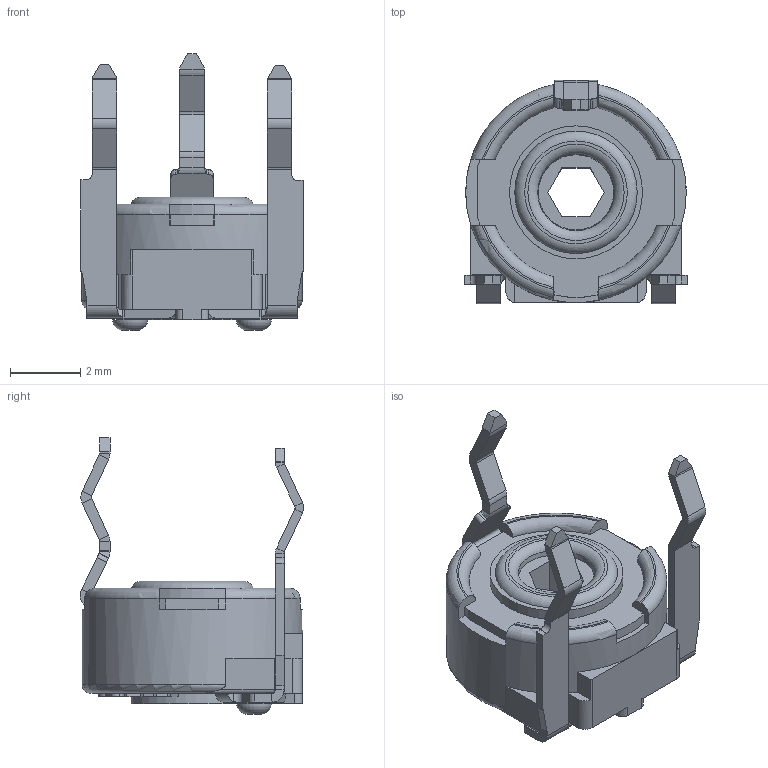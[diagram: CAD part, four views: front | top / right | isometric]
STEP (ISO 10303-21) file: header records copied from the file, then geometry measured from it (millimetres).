
FILE_DESCRIPTION (( 'STEP AP203' ), '1' );
FILE_NAME ('PT6MV.STEP', '2018-08-27T08:43:05', ( '' ), ( '' ), 'SwSTEP 2.0', 'SolidWorks 2016', '' );
FILE_SCHEMA (( 'CONFIG_CONTROL_DESIGN' ));
Length unit declared in the file: millimetre
Products named in the file (6): PT6MV-CARCASA_Predeterminada; PT6MV-COLECTOR_Predeterminada; PT6MV-PORTACURSOR_Predeterminada; PT6MV-TERMINAL IZQUIERDO_Predeterminada; PT6MV-TERMINAL DERECHO_Predeterminada; PT6MV
Assembly tree (5 placements, depth 2):
  PT6MV
    PT6MV-CARCASA_Predeterminada
    PT6MV-COLECTOR_Predeterminada
    PT6MV-PORTACURSOR_Predeterminada
    PT6MV-TERMINAL IZQUIERDO_Predeterminada
    PT6MV-TERMINAL DERECHO_Predeterminada
Bounding box: 6.35 x 6.38 x 7.9 mm (x, y, z)
Volume: 61.6 mm3; surface area: 357.5 mm2
Topology: 5 solids, 5 shells, 419 faces, 1064 edges, 673 vertices
Faces by surface type: plane 281, cylinder 78, bspline 44, torus 15, cone 1
Full cylindrical faces by diameter (mm): 0.65 x2, 0.7 x2, 2.45 x1, 2.5 x1, 2.9 x1, 3 x1, 3.6 x1, 3.8 x1, 5.5 x1, 6.3 x1
Entity records: 14987 total; most frequent: CARTESIAN_POINT 4593, ORIENTED_EDGE 2082, DIRECTION 1865, EDGE_CURVE 1041, VECTOR 711, LINE 711, VERTEX_POINT 669, AXIS2_PLACEMENT_3D 577
